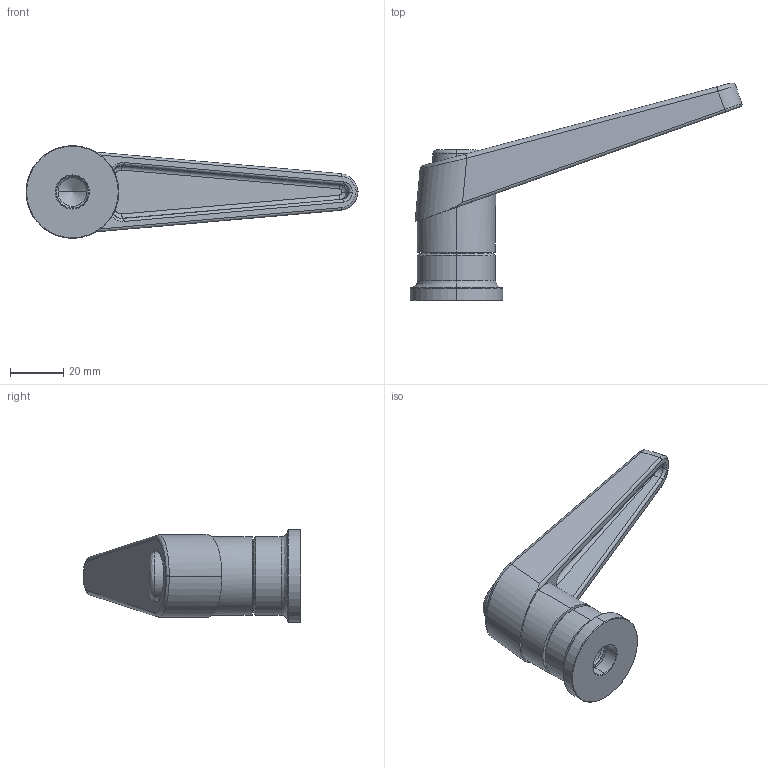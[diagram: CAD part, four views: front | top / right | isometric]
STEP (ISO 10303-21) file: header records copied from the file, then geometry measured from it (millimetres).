
FILE_DESCRIPTION(('STEP AP214'),'1');
FILE_NAME('HALDERN_EH_24420_1310.stp','2014-05-22T13:26:12',('TraceParts'),('TraceParts S.A.'),'XStep 1.0',' ',' ');
FILE_SCHEMA(('automotive_design'));
Length unit declared in the file: millimetre
Products named in the file (2): EH_24420_1310|EH_24420_1310-01;Imported1; EH_24420_1310|EH_24420_1310-02;Imported1
Bounding box: 125.2 x 82.15 x 35 mm (x, y, z)
Volume: 53703.4 mm3; surface area: 20950.4 mm2
Topology: 2 solids, 2 shells, 100 faces, 232 edges, 142 vertices
Faces by surface type: cylinder 39, plane 24, bspline 23, cone 14
Entity records: 6785 total; most frequent: CARTESIAN_POINT 1993, STYLED_ITEM 474, PRESENTATION_STYLE_ASSIGNMENT 474, COLOUR_RGB 474, ORIENTED_EDGE 460, DIRECTION 395, EDGE_CURVE 230, CURVE_STYLE 230
